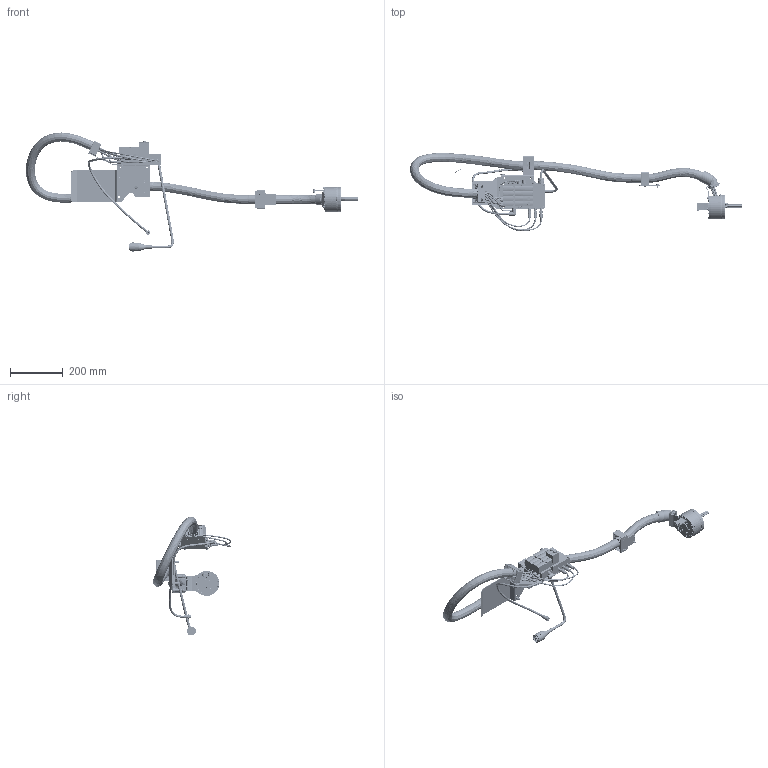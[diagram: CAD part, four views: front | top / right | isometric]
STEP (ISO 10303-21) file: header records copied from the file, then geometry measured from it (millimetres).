
FILE_DESCRIPTION (( 'STEP AP203' ), '1' );
FILE_NAME ('TS104-211.STEP', '2020-02-28T13:27:14', ( '' ), ( '' ), 'SwSTEP 2.0', 'SolidWorks 2017', '' );
FILE_SCHEMA (( 'CONFIG_CONTROL_DESIGN' ));
Products named in the file (1): TS104-211
Bounding box: 1254.95 x 295.09 x 449.9 mm (x, y, z)
Volume: 2104518.1 mm3; surface area: 1167801.4 mm2
Topology: 145 solids, 148 shells, 5540 faces, 13587 edges, 8694 vertices
Faces by surface type: cylinder 1986, plane 1983, bspline 900, cone 362, torus 261, sphere 48
Entity records: 295876 total; most frequent: CARTESIAN_POINT 168293, ORIENTED_EDGE 26994, DIRECTION 25618, EDGE_CURVE 13497, AXIS2_PLACEMENT_3D 9787, VERTEX_POINT 8694, EDGE_LOOP 6273, LINE 6044
